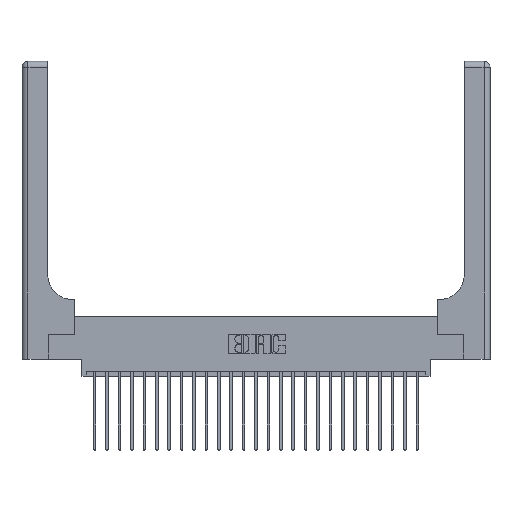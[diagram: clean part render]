
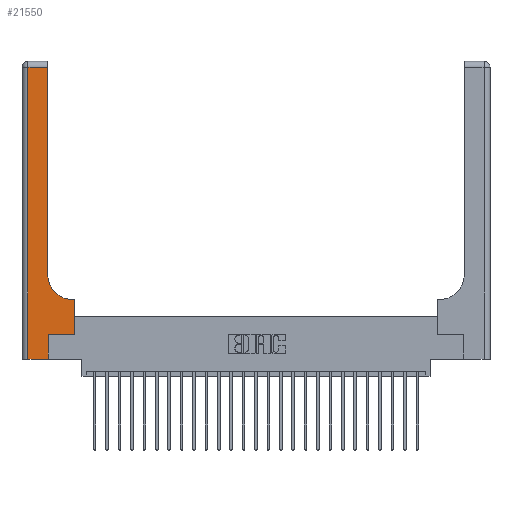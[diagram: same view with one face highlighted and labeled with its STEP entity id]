
A CAD part, top view. The second image highlights one B-rep face of the part: STEP entity #21550.
In plain terms, the highlighted planar face has unit normal (0, 0, 1).
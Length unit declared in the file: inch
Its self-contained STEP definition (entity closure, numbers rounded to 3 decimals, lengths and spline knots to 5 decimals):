
#94 = AXIS2_PLACEMENT_3D ( 'NONE', #1086, #3030, #16634 ) ;
#428 = ORIENTED_EDGE ( 'NONE', *, *, #2505, .T. ) ;
#642 = CARTESIAN_POINT ( 'NONE',  ( 0., 2.94, 0.37 ) ) ;
#690 = VERTEX_POINT ( 'NONE', #11089 ) ;
#1086 = CARTESIAN_POINT ( 'NONE',  ( 0., 3., 0.37 ) ) ;
#1263 = CARTESIAN_POINT ( 'NONE',  ( 0.06, 3., 0.37 ) ) ;
#2087 = CARTESIAN_POINT ( 'NONE',  ( 0.06, 0., 0.37 ) ) ;
#2505 = EDGE_CURVE ( 'NONE', #20236, #12841, #8065, .T. ) ;
#2597 = DIRECTION ( 'NONE',  ( -1., 0., 0. ) ) ;
#2757 = VERTEX_POINT ( 'NONE', #2087 ) ;
#2964 = VECTOR ( 'NONE', #12554, 39.37008 ) ;
#3030 = DIRECTION ( 'NONE',  ( 0., 0., -1. ) ) ;
#3073 = CARTESIAN_POINT ( 'NONE',  ( 0., 0., 0.37 ) ) ;
#3259 = ORIENTED_EDGE ( 'NONE', *, *, #22179, .T. ) ;
#3335 = CARTESIAN_POINT ( 'NONE',  ( 0.265, 0., 0.37 ) ) ;
#3775 = EDGE_CURVE ( 'NONE', #12841, #690, #24605, .T. ) ;
#4544 = FACE_OUTER_BOUND ( 'NONE', #16105, .T. ) ;
#4970 = CARTESIAN_POINT ( 'NONE',  ( 0.26, 0.85, 0.37 ) ) ;
#5281 = DIRECTION ( 'NONE',  ( 0., 1., 0. ) ) ;
#5752 = CARTESIAN_POINT ( 'NONE',  ( 0.51, 0.85, 0.37 ) ) ;
#6288 = VECTOR ( 'NONE', #16804, 39.37008 ) ;
#6758 = CARTESIAN_POINT ( 'NONE',  ( 0.51, 0.6, 0.37 ) ) ;
#6876 = LINE ( 'NONE', #1263, #6288 ) ;
#7678 = DIRECTION ( 'NONE',  ( 1., 0., 0. ) ) ;
#7809 = VECTOR ( 'NONE', #2597, 39.37008 ) ;
#8065 = LINE ( 'NONE', #13009, #22298 ) ;
#8294 = CARTESIAN_POINT ( 'NONE',  ( 0.26, 0.6, 0.37 ) ) ;
#8997 = VERTEX_POINT ( 'NONE', #24199 ) ;
#9031 = EDGE_CURVE ( 'NONE', #2757, #8997, #23487, .T. ) ;
#10269 = CARTESIAN_POINT ( 'NONE',  ( 0.528, 0.25, 0.37 ) ) ;
#10571 = VERTEX_POINT ( 'NONE', #10599 ) ;
#10599 = CARTESIAN_POINT ( 'NONE',  ( 0.26, 2.94, 0.37 ) ) ;
#10827 = VECTOR ( 'NONE', #5281, 39.37008 ) ;
#11089 = CARTESIAN_POINT ( 'NONE',  ( 0.528, 0.6, 0.37 ) ) ;
#11400 = ORIENTED_EDGE ( 'NONE', *, *, #12780, .T. ) ;
#12439 = LINE ( 'NONE', #8294, #21427 ) ;
#12539 = EDGE_CURVE ( 'NONE', #690, #12635, #12439, .T. ) ;
#12554 = DIRECTION ( 'NONE',  ( 0., 1., 0. ) ) ;
#12635 = VERTEX_POINT ( 'NONE', #6758 ) ;
#12762 = PLANE ( 'NONE',  #94 ) ;
#12780 = EDGE_CURVE ( 'NONE', #20634, #2757, #6876, .T. ) ;
#12841 = VERTEX_POINT ( 'NONE', #13188 ) ;
#13009 = CARTESIAN_POINT ( 'NONE',  ( 0.265, 0.25, 0.37 ) ) ;
#13188 = CARTESIAN_POINT ( 'NONE',  ( 0.528, 0.25, 0.37 ) ) ;
#14029 = EDGE_CURVE ( 'NONE', #8997, #20236, #21105, .T. ) ;
#14210 = DIRECTION ( 'NONE',  ( -1., 0., 0. ) ) ;
#14400 = ORIENTED_EDGE ( 'NONE', *, *, #12539, .T. ) ;
#14499 = ORIENTED_EDGE ( 'NONE', *, *, #18152, .T. ) ;
#14749 = DIRECTION ( 'NONE',  ( 1., 0., 0. ) ) ;
#14850 = ORIENTED_EDGE ( 'NONE', *, *, #3775, .T. ) ;
#15844 = AXIS2_PLACEMENT_3D ( 'NONE', #5752, #19332, #7678 ) ;
#16105 = EDGE_LOOP ( 'NONE', ( #3259, #18140, #11400, #23139, #21499, #428, #14850, #14400, #14499 ) ) ;
#16634 = DIRECTION ( 'NONE',  ( -1., 0., 0. ) ) ;
#16804 = DIRECTION ( 'NONE',  ( 0., -1., 0. ) ) ;
#18140 = ORIENTED_EDGE ( 'NONE', *, *, #22077, .T. ) ;
#18152 = EDGE_CURVE ( 'NONE', #12635, #19063, #23684, .T. ) ;
#18306 = CARTESIAN_POINT ( 'NONE',  ( 0.26, 3., 0.37 ) ) ;
#19063 = VERTEX_POINT ( 'NONE', #4970 ) ;
#19332 = DIRECTION ( 'NONE',  ( 0., 0., -1. ) ) ;
#19391 = CARTESIAN_POINT ( 'NONE',  ( 0.06, 2.94, 0.37 ) ) ;
#19559 = VECTOR ( 'NONE', #21922, 39.37008 ) ;
#20236 = VERTEX_POINT ( 'NONE', #23986 ) ;
#20634 = VERTEX_POINT ( 'NONE', #19391 ) ;
#21105 = LINE ( 'NONE', #3335, #10827 ) ;
#21427 = VECTOR ( 'NONE', #14210, 39.37008 ) ;
#21499 = ORIENTED_EDGE ( 'NONE', *, *, #14029, .T. ) ;
#21550 = ADVANCED_FACE ( 'NONE', ( #4544 ), #12762, .F. ) ;
#21922 = DIRECTION ( 'NONE',  ( 0., 1., 0. ) ) ;
#22077 = EDGE_CURVE ( 'NONE', #10571, #20634, #23233, .T. ) ;
#22179 = EDGE_CURVE ( 'NONE', #19063, #10571, #23528, .T. ) ;
#22298 = VECTOR ( 'NONE', #24470, 39.37008 ) ;
#23139 = ORIENTED_EDGE ( 'NONE', *, *, #9031, .T. ) ;
#23233 = LINE ( 'NONE', #642, #7809 ) ;
#23487 = LINE ( 'NONE', #3073, #24666 ) ;
#23528 = LINE ( 'NONE', #18306, #2964 ) ;
#23684 = CIRCLE ( 'NONE', #15844, 0.25 ) ;
#23986 = CARTESIAN_POINT ( 'NONE',  ( 0.265, 0.25, 0.37 ) ) ;
#24199 = CARTESIAN_POINT ( 'NONE',  ( 0.265, 0., 0.37 ) ) ;
#24470 = DIRECTION ( 'NONE',  ( 1., 0., 0. ) ) ;
#24605 = LINE ( 'NONE', #10269, #19559 ) ;
#24666 = VECTOR ( 'NONE', #14749, 39.37008 ) ;
